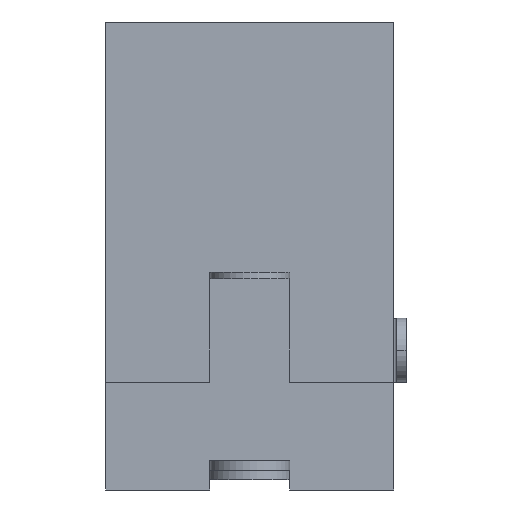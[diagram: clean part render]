
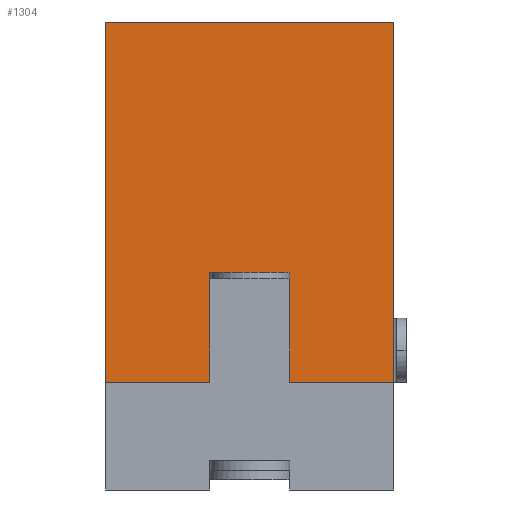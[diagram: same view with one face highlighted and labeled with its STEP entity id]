
A CAD part, front view. The second image highlights one B-rep face of the part: STEP entity #1304.
In plain terms, the highlighted planar face has unit normal (0, -1, 0).
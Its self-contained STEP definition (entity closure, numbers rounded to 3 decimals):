
#6 = DIRECTION ( 'NONE',  ( 0., 0., 1. ) ) ;
#59 = VECTOR ( 'NONE', #802, 1000. ) ;
#60 = VECTOR ( 'NONE', #909, 1000. ) ;
#67 = EDGE_LOOP ( 'NONE', ( #417, #646, #182, #998, #180, #2227, #898, #1489 ) ) ;
#107 = PLANE ( 'NONE',  #1025 ) ;
#110 = VERTEX_POINT ( 'NONE', #273 ) ;
#115 = CARTESIAN_POINT ( 'NONE',  ( 1.25, 4.3, -1.17 ) ) ;
#137 = CARTESIAN_POINT ( 'NONE',  ( -1.25, 4.3, -1.17 ) ) ;
#165 = CARTESIAN_POINT ( 'NONE',  ( 1.25, 4.3, -1.17 ) ) ;
#180 = ORIENTED_EDGE ( 'NONE', *, *, #2283, .F. ) ;
#181 = CARTESIAN_POINT ( 'NONE',  ( 4.5, 4.3, -4.4 ) ) ;
#182 = ORIENTED_EDGE ( 'NONE', *, *, #806, .F. ) ;
#270 = DIRECTION ( 'NONE',  ( 0., 0., -1. ) ) ;
#273 = CARTESIAN_POINT ( 'NONE',  ( 4.5, 4.3, -4.4 ) ) ;
#298 = VERTEX_POINT ( 'NONE', #1818 ) ;
#417 = ORIENTED_EDGE ( 'NONE', *, *, #1794, .F. ) ;
#455 = CARTESIAN_POINT ( 'NONE',  ( 4.5, 4.3, 6.85 ) ) ;
#564 = VERTEX_POINT ( 'NONE', #1996 ) ;
#574 = LINE ( 'NONE', #1797, #2217 ) ;
#620 = CARTESIAN_POINT ( 'NONE',  ( -4.5, 4.3, 6.85 ) ) ;
#646 = ORIENTED_EDGE ( 'NONE', *, *, #1482, .F. ) ;
#650 = CARTESIAN_POINT ( 'NONE',  ( -4.5, 4.3, 6.85 ) ) ;
#660 = LINE ( 'NONE', #1864, #60 ) ;
#681 = VECTOR ( 'NONE', #2432, 1000. ) ;
#791 = VECTOR ( 'NONE', #6, 1000. ) ;
#802 = DIRECTION ( 'NONE',  ( 1., 0., 0. ) ) ;
#806 = EDGE_CURVE ( 'NONE', #110, #2101, #1799, .T. ) ;
#835 = VERTEX_POINT ( 'NONE', #1338 ) ;
#898 = ORIENTED_EDGE ( 'NONE', *, *, #2352, .F. ) ;
#909 = DIRECTION ( 'NONE',  ( 0., 0., -1. ) ) ;
#998 = ORIENTED_EDGE ( 'NONE', *, *, #1516, .F. ) ;
#1014 = VECTOR ( 'NONE', #270, 1000. ) ;
#1015 = FACE_OUTER_BOUND ( 'NONE', #67, .T. ) ;
#1025 = AXIS2_PLACEMENT_3D ( 'NONE', #650, #1986, #2207 ) ;
#1304 = ADVANCED_FACE ( 'NONE', ( #1015 ), #107, .F. ) ;
#1338 = CARTESIAN_POINT ( 'NONE',  ( -4.5, 4.3, -4.4 ) ) ;
#1413 = VECTOR ( 'NONE', #1445, 1000. ) ;
#1445 = DIRECTION ( 'NONE',  ( 0., 0., -1. ) ) ;
#1466 = DIRECTION ( 'NONE',  ( -1., 0., 0. ) ) ;
#1482 = EDGE_CURVE ( 'NONE', #2101, #2237, #1798, .T. ) ;
#1489 = ORIENTED_EDGE ( 'NONE', *, *, #1618, .F. ) ;
#1502 = DIRECTION ( 'NONE',  ( -1., 0., 0. ) ) ;
#1516 = EDGE_CURVE ( 'NONE', #1517, #110, #1885, .T. ) ;
#1517 = VERTEX_POINT ( 'NONE', #455 ) ;
#1539 = VERTEX_POINT ( 'NONE', #620 ) ;
#1585 = LINE ( 'NONE', #2367, #59 ) ;
#1618 = EDGE_CURVE ( 'NONE', #564, #298, #2295, .T. ) ;
#1794 = EDGE_CURVE ( 'NONE', #2237, #564, #574, .T. ) ;
#1797 = CARTESIAN_POINT ( 'NONE',  ( 1.25, 4.3, -1.17 ) ) ;
#1798 = LINE ( 'NONE', #165, #791 ) ;
#1799 = LINE ( 'NONE', #181, #2269 ) ;
#1818 = CARTESIAN_POINT ( 'NONE',  ( -1.25, 4.3, -4.4 ) ) ;
#1848 = EDGE_CURVE ( 'NONE', #1539, #835, #660, .T. ) ;
#1864 = CARTESIAN_POINT ( 'NONE',  ( -4.5, 4.3, 6.85 ) ) ;
#1885 = LINE ( 'NONE', #2146, #1014 ) ;
#1986 = DIRECTION ( 'NONE',  ( 0., 1., 0. ) ) ;
#1996 = CARTESIAN_POINT ( 'NONE',  ( -1.25, 4.3, -1.17 ) ) ;
#2101 = VERTEX_POINT ( 'NONE', #2232 ) ;
#2146 = CARTESIAN_POINT ( 'NONE',  ( 4.5, 4.3, 6.85 ) ) ;
#2207 = DIRECTION ( 'NONE',  ( -1., 0., 0. ) ) ;
#2216 = LINE ( 'NONE', #2356, #681 ) ;
#2217 = VECTOR ( 'NONE', #1466, 1000. ) ;
#2227 = ORIENTED_EDGE ( 'NONE', *, *, #1848, .T. ) ;
#2232 = CARTESIAN_POINT ( 'NONE',  ( 1.25, 4.3, -4.4 ) ) ;
#2237 = VERTEX_POINT ( 'NONE', #115 ) ;
#2269 = VECTOR ( 'NONE', #1502, 1000. ) ;
#2283 = EDGE_CURVE ( 'NONE', #1539, #1517, #1585, .T. ) ;
#2295 = LINE ( 'NONE', #137, #1413 ) ;
#2352 = EDGE_CURVE ( 'NONE', #298, #835, #2216, .T. ) ;
#2356 = CARTESIAN_POINT ( 'NONE',  ( 4.5, 4.3, -4.4 ) ) ;
#2367 = CARTESIAN_POINT ( 'NONE',  ( -4.5, 4.3, 6.85 ) ) ;
#2432 = DIRECTION ( 'NONE',  ( -1., 0., 0. ) ) ;
